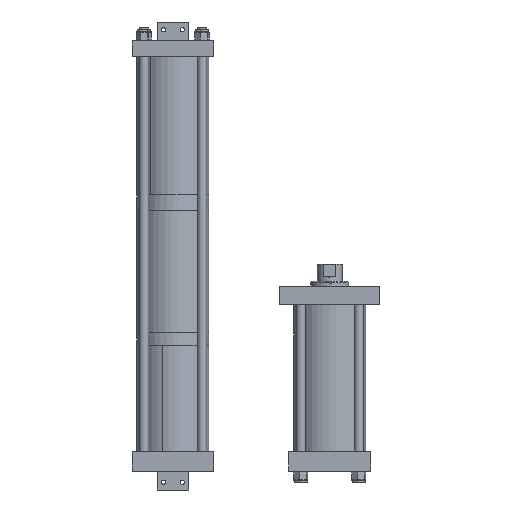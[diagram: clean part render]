
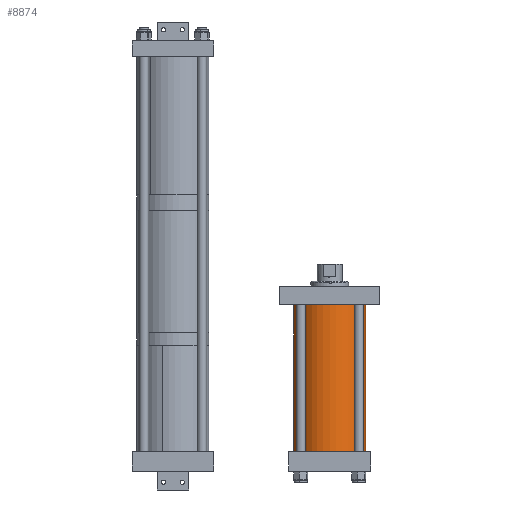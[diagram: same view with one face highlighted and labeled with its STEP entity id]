
A CAD part, front view. The second image highlights one B-rep face of the part: STEP entity #8874.
In plain terms, the highlighted cylindrical face has radius 73.025 mm (diameter 146.05 mm), a partial arc.
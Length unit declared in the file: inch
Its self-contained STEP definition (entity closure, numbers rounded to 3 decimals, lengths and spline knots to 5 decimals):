
#510 = CARTESIAN_POINT ( 'NONE',  ( -2.875, 0., 11.688 ) ) ;
#539 = CARTESIAN_POINT ( 'NONE',  ( -2.875, 0., 0. ) ) ;
#885 = DIRECTION ( 'NONE',  ( 0., 0., -1. ) ) ;
#939 = EDGE_CURVE ( 'NONE', #11184, #6666, #3083, .T. ) ;
#1292 = EDGE_LOOP ( 'NONE', ( #12969, #10181, #11586, #6405 ) ) ;
#1415 = DIRECTION ( 'NONE',  ( 1., 0., 0. ) ) ;
#2223 = CARTESIAN_POINT ( 'NONE',  ( 2.875, 0., 11.688 ) ) ;
#2820 = EDGE_CURVE ( 'NONE', #11184, #13832, #6417, .T. ) ;
#3083 = CIRCLE ( 'NONE', #4202, 2.875 ) ;
#3626 = EDGE_CURVE ( 'NONE', #13832, #11473, #14002, .T. ) ;
#4141 = CARTESIAN_POINT ( 'NONE',  ( 0., 0., 0. ) ) ;
#4202 = AXIS2_PLACEMENT_3D ( 'NONE', #11112, #13492, #1415 ) ;
#4531 = EDGE_CURVE ( 'NONE', #6666, #11473, #9146, .T. ) ;
#5309 = CARTESIAN_POINT ( 'NONE',  ( 2.875, 0., 0. ) ) ;
#5340 = DIRECTION ( 'NONE',  ( 0., 0., 1. ) ) ;
#5403 = AXIS2_PLACEMENT_3D ( 'NONE', #11734, #885, #11639 ) ;
#6405 = ORIENTED_EDGE ( 'NONE', *, *, #3626, .T. ) ;
#6410 = FACE_OUTER_BOUND ( 'NONE', #1292, .T. ) ;
#6417 = LINE ( 'NONE', #510, #11553 ) ;
#6581 = DIRECTION ( 'NONE',  ( 1., 0., 0. ) ) ;
#6666 = VERTEX_POINT ( 'NONE', #2223 ) ;
#7245 = CARTESIAN_POINT ( 'NONE',  ( -2.875, 0., 11.688 ) ) ;
#7737 = CYLINDRICAL_SURFACE ( 'NONE', #5403, 2.875 ) ;
#7824 = VECTOR ( 'NONE', #8836, 39.37008 ) ;
#7952 = AXIS2_PLACEMENT_3D ( 'NONE', #4141, #5340, #6581 ) ;
#8019 = DIRECTION ( 'NONE',  ( 0., 0., -1. ) ) ;
#8836 = DIRECTION ( 'NONE',  ( 0., 0., -1. ) ) ;
#8874 = ADVANCED_FACE ( 'NONE', ( #6410 ), #7737, .T. ) ;
#9146 = LINE ( 'NONE', #13672, #7824 ) ;
#10181 = ORIENTED_EDGE ( 'NONE', *, *, #939, .F. ) ;
#11112 = CARTESIAN_POINT ( 'NONE',  ( 0., 0., 11.688 ) ) ;
#11184 = VERTEX_POINT ( 'NONE', #7245 ) ;
#11473 = VERTEX_POINT ( 'NONE', #5309 ) ;
#11553 = VECTOR ( 'NONE', #8019, 39.37008 ) ;
#11586 = ORIENTED_EDGE ( 'NONE', *, *, #2820, .T. ) ;
#11639 = DIRECTION ( 'NONE',  ( -1., 0., 0. ) ) ;
#11734 = CARTESIAN_POINT ( 'NONE',  ( 0., 0., 11.688 ) ) ;
#12969 = ORIENTED_EDGE ( 'NONE', *, *, #4531, .F. ) ;
#13492 = DIRECTION ( 'NONE',  ( 0., 0., 1. ) ) ;
#13672 = CARTESIAN_POINT ( 'NONE',  ( 2.875, 0., 11.688 ) ) ;
#13832 = VERTEX_POINT ( 'NONE', #539 ) ;
#14002 = CIRCLE ( 'NONE', #7952, 2.875 ) ;
